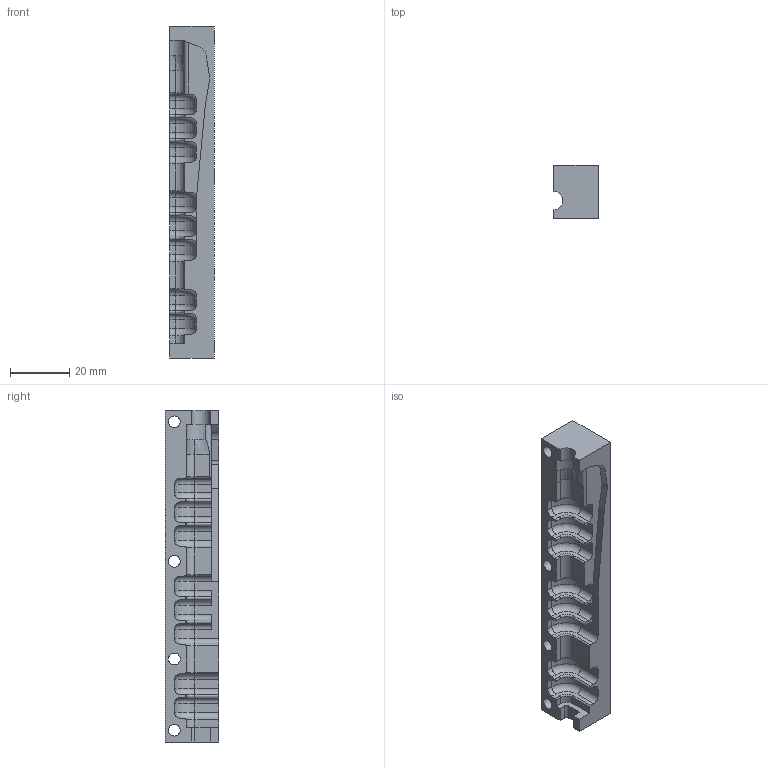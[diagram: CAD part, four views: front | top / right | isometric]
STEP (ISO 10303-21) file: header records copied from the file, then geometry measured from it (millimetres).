
FILE_DESCRIPTION(/* description */ (''),/* implementation_level */ '2;1');
FILE_NAME(/* name */ 'sba_mold_left.stp',/* time_stamp */ '2025-03-10T18:22:39Z',/* author */ ('diogo'),/* organization */ (''),/* preprocessor_version */ 'ST-DEVELOPER v19.2',/* originating_system */ 'Autodesk Inventor 2024',/* authorisation */ '');
FILE_SCHEMA (('AUTOMOTIVE_DESIGN { 1 0 10303 214 3 1 1 }'));
Length unit declared in the file: millimetre
Products named in the file (1): V1.5.7_Mold_R
Bounding box: 15 x 18 x 112 mm (x, y, z)
Volume: 19565.3 mm3; surface area: 9179.9 mm2
Topology: 1 solids, 1 shells, 164 faces, 441 edges, 279 vertices
Faces by surface type: cylinder 76, plane 58, torus 27, bspline 3
Full cylindrical faces by diameter (mm): 4 x4
Entity records: 5452 total; most frequent: CARTESIAN_POINT 975, DIRECTION 949, ORIENTED_EDGE 882, EDGE_CURVE 441, AXIS2_PLACEMENT_3D 349, VERTEX_POINT 279, LINE 251, VECTOR 251
